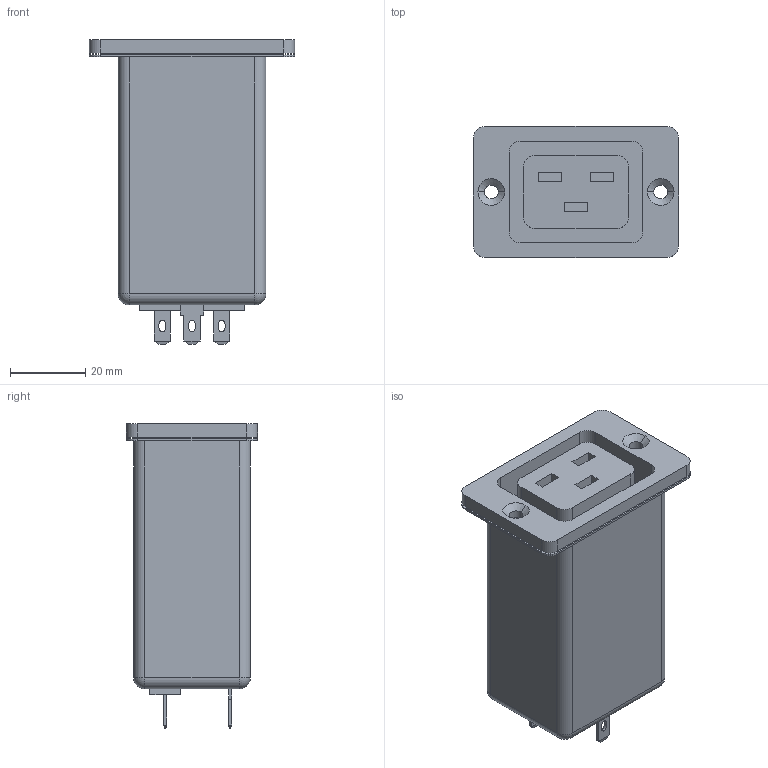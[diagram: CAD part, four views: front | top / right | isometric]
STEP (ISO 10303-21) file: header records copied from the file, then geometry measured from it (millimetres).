
FILE_DESCRIPTION (( 'STEP AP203' ), '1' );
FILE_NAME ('83550050.STEP', '2007-07-26T15:53:52', ( '' ), ( '' ), 'SwSTEP 2.0', 'SolidWorks 2007', '' );
FILE_SCHEMA (( 'CONFIG_CONTROL_DESIGN' ));
Length unit declared in the file: millimetre
Products named in the file (1): 83550050
Bounding box: 54.5 x 34.8 x 81 mm (x, y, z)
Volume: 78256.6 mm3; surface area: 20783.3 mm2
Topology: 1 solids, 1 shells, 137 faces, 354 edges, 228 vertices
Faces by surface type: plane 87, cylinder 36, bspline 6, cone 4, sphere 4
Entity records: 4235 total; most frequent: CARTESIAN_POINT 794, ORIENTED_EDGE 700, DIRECTION 678, EDGE_CURVE 350, VECTOR 262, LINE 262, VERTEX_POINT 228, AXIS2_PLACEMENT_3D 208
